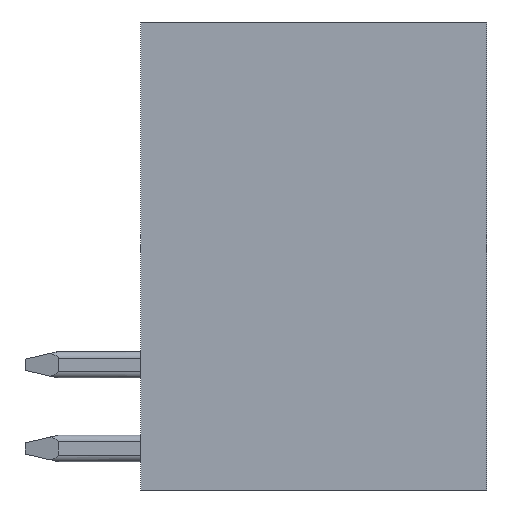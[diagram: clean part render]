
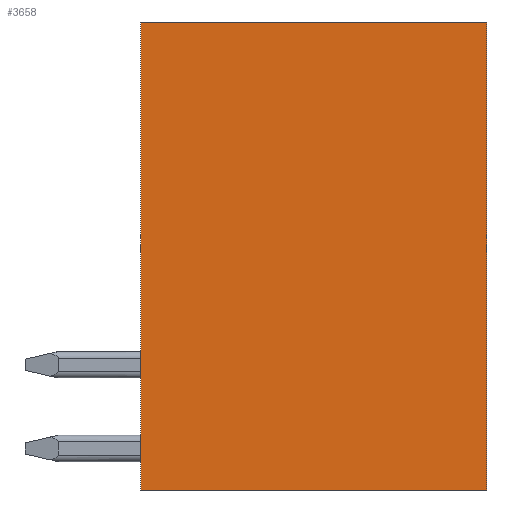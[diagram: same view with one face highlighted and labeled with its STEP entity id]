
A CAD part, front view. The second image highlights one B-rep face of the part: STEP entity #3658.
In plain terms, the highlighted planar face has unit normal (0, -1, 0).
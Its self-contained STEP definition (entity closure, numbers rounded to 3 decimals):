
#867=DIRECTION('',(-1.,0.,0.));
#868=VECTOR('',#867,10.5);
#869=CARTESIAN_POINT('',(5.25,-4.79,7.1));
#870=LINE('',#869,#868);
#871=DIRECTION('',(0.,0.,1.));
#872=VECTOR('',#871,14.2);
#873=CARTESIAN_POINT('',(5.25,-4.79,-7.1));
#874=LINE('',#873,#872);
#875=DIRECTION('',(1.,0.,0.));
#876=VECTOR('',#875,10.5);
#877=CARTESIAN_POINT('',(-5.25,-4.79,-7.1));
#878=LINE('',#877,#876);
#879=DIRECTION('',(0.,0.,-1.));
#880=VECTOR('',#879,14.2);
#881=CARTESIAN_POINT('',(-5.25,-4.79,7.1));
#882=LINE('',#881,#880);
#2209=CARTESIAN_POINT('',(5.25,-4.79,7.1));
#2210=CARTESIAN_POINT('',(-5.25,-4.79,7.1));
#2211=VERTEX_POINT('',#2209);
#2212=VERTEX_POINT('',#2210);
#2213=CARTESIAN_POINT('',(-5.25,-4.79,-7.1));
#2214=VERTEX_POINT('',#2213);
#2215=CARTESIAN_POINT('',(5.25,-4.79,-7.1));
#2216=VERTEX_POINT('',#2215);
#3647=CARTESIAN_POINT('',(0.,-4.79,0.));
#3648=DIRECTION('',(0.,-1.,0.));
#3649=DIRECTION('',(0.,0.,-1.));
#3650=AXIS2_PLACEMENT_3D('',#3647,#3648,#3649);
#3651=PLANE('',#3650);
#3652=ORIENTED_EDGE('',*,*,#3558,.F.);
#3653=ORIENTED_EDGE('',*,*,#3595,.F.);
#3654=ORIENTED_EDGE('',*,*,#3639,.F.);
#3655=ORIENTED_EDGE('',*,*,#2644,.F.);
#3656=EDGE_LOOP('',(#3652,#3653,#3654,#3655));
#3657=FACE_OUTER_BOUND('',#3656,.F.);
#3658=ADVANCED_FACE('',(#3657),#3651,.T.);
#2644=EDGE_CURVE('',#2212,#2214,#882,.T.);
#3558=EDGE_CURVE('',#2211,#2212,#870,.T.);
#3595=EDGE_CURVE('',#2216,#2211,#874,.T.);
#3639=EDGE_CURVE('',#2214,#2216,#878,.T.);
